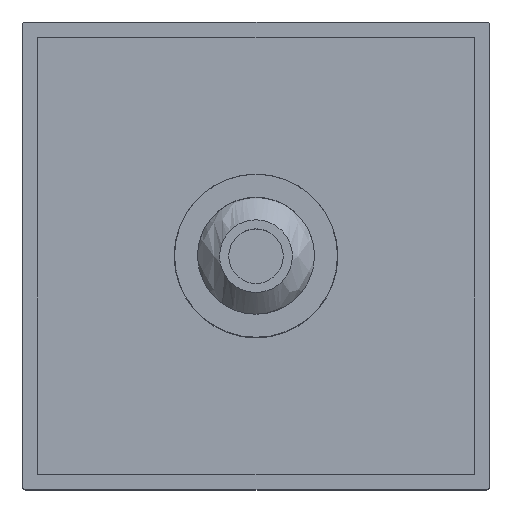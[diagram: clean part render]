
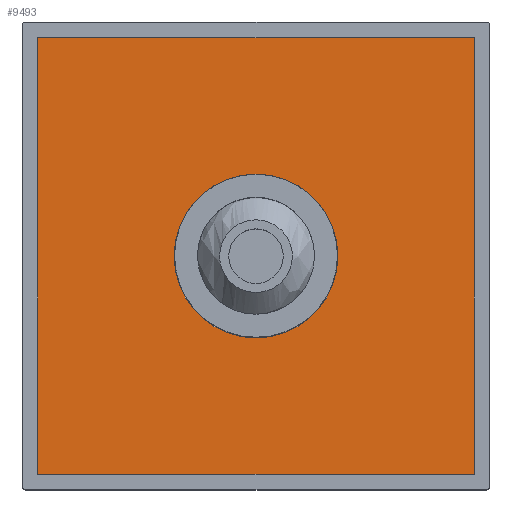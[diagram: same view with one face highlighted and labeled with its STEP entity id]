
A CAD part, top view. The second image highlights one B-rep face of the part: STEP entity #9493.
In plain terms, the highlighted planar face has unit normal (0, 0, 1).
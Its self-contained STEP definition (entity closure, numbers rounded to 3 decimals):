
#3582 = CARTESIAN_POINT ( 'NONE',  ( 28., -28., -7.5 ) ) ;
#3611 = CARTESIAN_POINT ( 'NONE',  ( -28., 28., -7.5 ) ) ;
#3670 = CARTESIAN_POINT ( 'NONE',  ( 0., 0., -7.5 ) ) ;
#3671 = CARTESIAN_POINT ( 'NONE',  ( -28., -28., -7.5 ) ) ;
#3672 = AXIS2_PLACEMENT_3D ( 'NONE', #3670, #3728, #3727 ) ;
#3673 = CIRCLE ( 'NONE', #3672, 10.5 ) ;
#3683 = CARTESIAN_POINT ( 'NONE',  ( 28., 28., -7.5 ) ) ;
#3716 = CARTESIAN_POINT ( 'NONE',  ( -10.5, 0., -7.5 ) ) ;
#3727 = DIRECTION ( 'NONE',  ( 1., 0., 0. ) ) ;
#3728 = DIRECTION ( 'NONE',  ( 0., 0., -1. ) ) ;
#3733 = LINE ( 'NONE', #3739, #3794 ) ;
#3739 = CARTESIAN_POINT ( 'NONE',  ( 28., -30., -7.5 ) ) ;
#3743 = PLANE ( 'NONE',  #3827 ) ;
#3752 = DIRECTION ( 'NONE',  ( -1., 0., 0. ) ) ;
#3753 = VECTOR ( 'NONE', #3752, 1000. ) ;
#3754 = CARTESIAN_POINT ( 'NONE',  ( -30., -28., -7.5 ) ) ;
#3755 = LINE ( 'NONE', #3754, #3753 ) ;
#3766 = DIRECTION ( 'NONE',  ( 0., 0., -1. ) ) ;
#3767 = DIRECTION ( 'NONE',  ( 1., 0., 0. ) ) ;
#3768 = DIRECTION ( 'NONE',  ( 0., 0., -1. ) ) ;
#3769 = FACE_BOUND ( 'NONE', #9489, .T. ) ;
#3770 = LINE ( 'NONE', #3775, #3829 ) ;
#3772 = AXIS2_PLACEMENT_3D ( 'NONE', #3789, #3768, #3767 ) ;
#3775 = CARTESIAN_POINT ( 'NONE',  ( -28., -30., -7.5 ) ) ;
#3778 = CIRCLE ( 'NONE', #3772, 10.5 ) ;
#3789 = CARTESIAN_POINT ( 'NONE',  ( 0., 0., -7.5 ) ) ;
#3792 = CARTESIAN_POINT ( 'NONE',  ( 10.5, 0., -7.5 ) ) ;
#3793 = DIRECTION ( 'NONE',  ( 0., -1., 0. ) ) ;
#3794 = VECTOR ( 'NONE', #3793, 1000. ) ;
#3796 = DIRECTION ( 'NONE',  ( 1., 0., 0. ) ) ;
#3797 = VECTOR ( 'NONE', #3796, 1000. ) ;
#3798 = CARTESIAN_POINT ( 'NONE',  ( -30., 28., -7.5 ) ) ;
#3799 = LINE ( 'NONE', #3798, #3797 ) ;
#3825 = DIRECTION ( 'NONE',  ( -1., 0., 0. ) ) ;
#3827 = AXIS2_PLACEMENT_3D ( 'NONE', #3830, #3766, #3825 ) ;
#3828 = DIRECTION ( 'NONE',  ( 0., 1., 0. ) ) ;
#3829 = VECTOR ( 'NONE', #3828, 1000. ) ;
#3830 = CARTESIAN_POINT ( 'NONE',  ( -30., -30., -7.5 ) ) ;
#3831 = FACE_OUTER_BOUND ( 'NONE', #9482, .T. ) ;
#9398 = VERTEX_POINT ( 'NONE', #3582 ) ;
#9421 = VERTEX_POINT ( 'NONE', #3611 ) ;
#9434 = VERTEX_POINT ( 'NONE', #3683 ) ;
#9440 = EDGE_CURVE ( 'NONE', #9483, #9453, #3673, .T. ) ;
#9444 = VERTEX_POINT ( 'NONE', #3671 ) ;
#9453 = VERTEX_POINT ( 'NONE', #3716 ) ;
#9459 = ORIENTED_EDGE ( 'NONE', *, *, #9440, .T. ) ;
#9460 = ORIENTED_EDGE ( 'NONE', *, *, #9479, .F. ) ;
#9466 = EDGE_CURVE ( 'NONE', #9398, #9444, #3755, .T. ) ;
#9478 = EDGE_CURVE ( 'NONE', #9421, #9434, #3799, .T. ) ;
#9479 = EDGE_CURVE ( 'NONE', #9434, #9398, #3733, .T. ) ;
#9482 = EDGE_LOOP ( 'NONE', ( #9484, #9506, #9494, #9460 ) ) ;
#9483 = VERTEX_POINT ( 'NONE', #3792 ) ;
#9484 = ORIENTED_EDGE ( 'NONE', *, *, #9478, .F. ) ;
#9488 = EDGE_CURVE ( 'NONE', #9453, #9483, #3778, .T. ) ;
#9489 = EDGE_LOOP ( 'NONE', ( #9459, #9490 ) ) ;
#9490 = ORIENTED_EDGE ( 'NONE', *, *, #9488, .T. ) ;
#9492 = EDGE_CURVE ( 'NONE', #9444, #9421, #3770, .T. ) ;
#9493 = ADVANCED_FACE ( 'NONE', ( #3831, #3769 ), #3743, .F. ) ;
#9494 = ORIENTED_EDGE ( 'NONE', *, *, #9466, .F. ) ;
#9506 = ORIENTED_EDGE ( 'NONE', *, *, #9492, .F. ) ;
